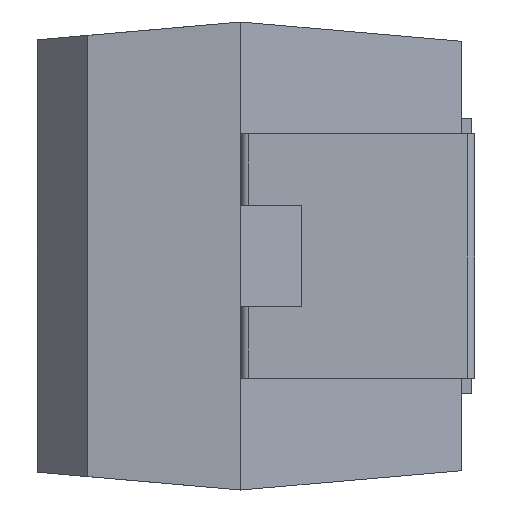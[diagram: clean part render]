
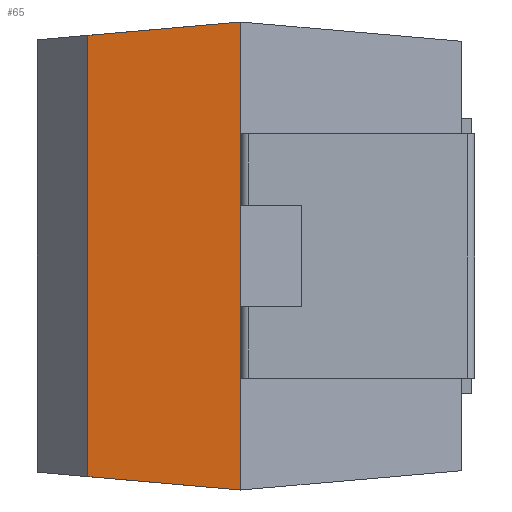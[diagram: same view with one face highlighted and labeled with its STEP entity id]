
A CAD part, left-side view. The second image highlights one B-rep face of the part: STEP entity #65.
In plain terms, the highlighted face is planar.
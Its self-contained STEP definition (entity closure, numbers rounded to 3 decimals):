
#35 = VERTEX_POINT ( 'NONE', #1308 ) ;
#65 = ADVANCED_FACE ( 'NONE', ( #2807 ), #2628, .T. ) ;
#172 = CARTESIAN_POINT ( 'NONE',  ( 3.539, 1.502, 2.125 ) ) ;
#272 = AXIS2_PLACEMENT_3D ( 'NONE', #2069, #1721, #2994 ) ;
#276 = EDGE_CURVE ( 'NONE', #35, #3946, #3440, .T. ) ;
#375 = ORIENTED_EDGE ( 'NONE', *, *, #3652, .T. ) ;
#446 = CARTESIAN_POINT ( 'NONE',  ( 3.67, 0., -2.3 ) ) ;
#539 = LINE ( 'NONE', #1224, #3268 ) ;
#853 = EDGE_CURVE ( 'NONE', #35, #2183, #3193, .T. ) ;
#920 = VECTOR ( 'NONE', #2125, 1000. ) ;
#1224 = CARTESIAN_POINT ( 'NONE',  ( 3.67, 0., 2.3 ) ) ;
#1295 = EDGE_LOOP ( 'NONE', ( #3950, #1521, #2869, #375 ) ) ;
#1308 = CARTESIAN_POINT ( 'NONE',  ( 3.539, 1.502, -2.169 ) ) ;
#1325 = CARTESIAN_POINT ( 'NONE',  ( 3.539, 1.502, 2.169 ) ) ;
#1450 = VECTOR ( 'NONE', #2737, 1000. ) ;
#1521 = ORIENTED_EDGE ( 'NONE', *, *, #276, .T. ) ;
#1556 = LINE ( 'NONE', #1872, #1450 ) ;
#1575 = DIRECTION ( 'NONE',  ( 0.087, -0.992, 0.087 ) ) ;
#1721 = DIRECTION ( 'NONE',  ( 0.996, 0.087, 0. ) ) ;
#1872 = CARTESIAN_POINT ( 'NONE',  ( 3.67, 0., 2.3 ) ) ;
#2069 = CARTESIAN_POINT ( 'NONE',  ( 3.67, 0., 2.3 ) ) ;
#2125 = DIRECTION ( 'NONE',  ( 0., 0., 1. ) ) ;
#2183 = VERTEX_POINT ( 'NONE', #3101 ) ;
#2473 = VERTEX_POINT ( 'NONE', #3553 ) ;
#2628 = PLANE ( 'NONE',  #272 ) ;
#2737 = DIRECTION ( 'NONE',  ( 0., 0., -1. ) ) ;
#2807 = FACE_OUTER_BOUND ( 'NONE', #1295, .T. ) ;
#2869 = ORIENTED_EDGE ( 'NONE', *, *, #3311, .T. ) ;
#2987 = DIRECTION ( 'NONE',  ( 0.087, -0.992, -0.087 ) ) ;
#2994 = DIRECTION ( 'NONE',  ( -0.087, 0.996, 0. ) ) ;
#3101 = CARTESIAN_POINT ( 'NONE',  ( 3.67, 0., -2.3 ) ) ;
#3193 = LINE ( 'NONE', #446, #3240 ) ;
#3240 = VECTOR ( 'NONE', #2987, 1000. ) ;
#3268 = VECTOR ( 'NONE', #1575, 1000. ) ;
#3311 = EDGE_CURVE ( 'NONE', #3946, #2473, #539, .T. ) ;
#3440 = LINE ( 'NONE', #172, #920 ) ;
#3553 = CARTESIAN_POINT ( 'NONE',  ( 3.67, 0., 2.3 ) ) ;
#3652 = EDGE_CURVE ( 'NONE', #2473, #2183, #1556, .T. ) ;
#3946 = VERTEX_POINT ( 'NONE', #1325 ) ;
#3950 = ORIENTED_EDGE ( 'NONE', *, *, #853, .F. ) ;
